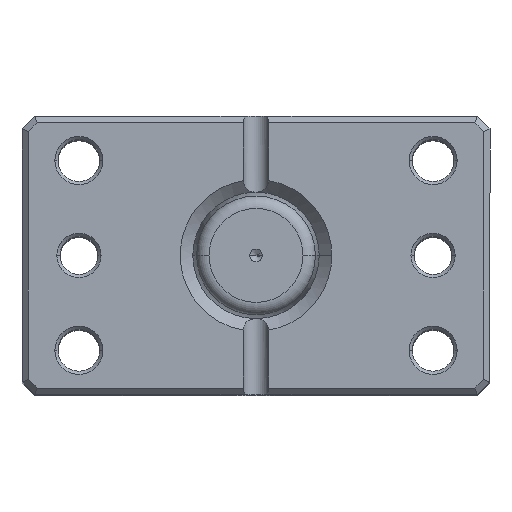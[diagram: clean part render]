
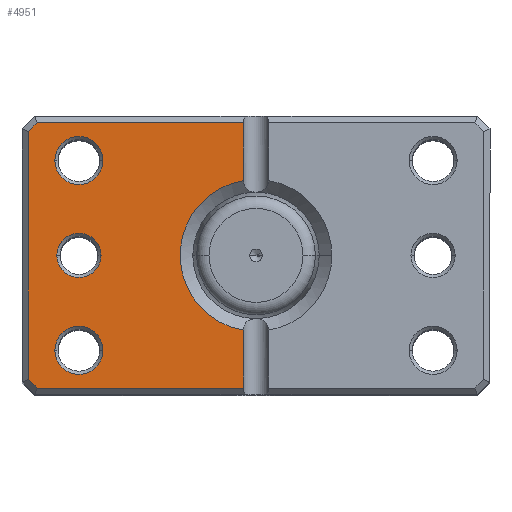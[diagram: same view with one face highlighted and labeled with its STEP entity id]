
A CAD part, top view. The second image highlights one B-rep face of the part: STEP entity #4951.
In plain terms, the highlighted face is planar.
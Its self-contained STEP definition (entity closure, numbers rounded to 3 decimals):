
#55 = EDGE_LOOP ( 'NONE', ( #2648, #121 ) ) ;
#86 = DIRECTION ( 'NONE',  ( 0., 0., 1. ) ) ;
#121 = ORIENTED_EDGE ( 'NONE', *, *, #4227, .T. ) ;
#151 = LINE ( 'NONE', #1646, #5668 ) ;
#298 = FACE_BOUND ( 'NONE', #388, .T. ) ;
#357 = DIRECTION ( 'NONE',  ( 0., 0., 1. ) ) ;
#388 = EDGE_LOOP ( 'NONE', ( #858, #5326 ) ) ;
#433 = CARTESIAN_POINT ( 'NONE',  ( 28., -15., 0. ) ) ;
#817 = AXIS2_PLACEMENT_3D ( 'NONE', #3288, #86, #3836 ) ;
#858 = ORIENTED_EDGE ( 'NONE', *, *, #3272, .T. ) ;
#870 = DIRECTION ( 'NONE',  ( 1., 0., 0. ) ) ;
#902 = EDGE_CURVE ( 'NONE', #5078, #1293, #4230, .T. ) ;
#961 = DIRECTION ( 'NONE',  ( 1., 0., 0. ) ) ;
#1046 = VECTOR ( 'NONE', #1133, 1000. ) ;
#1047 = VERTEX_POINT ( 'NONE', #4224 ) ;
#1059 = VECTOR ( 'NONE', #2772, 1000. ) ;
#1078 = CARTESIAN_POINT ( 'NONE',  ( 2., 11.832, 0. ) ) ;
#1081 = EDGE_CURVE ( 'NONE', #4333, #1047, #3611, .T. ) ;
#1101 = VERTEX_POINT ( 'NONE', #5847 ) ;
#1131 = AXIS2_PLACEMENT_3D ( 'NONE', #1764, #5517, #2313 ) ;
#1133 = DIRECTION ( 'NONE',  ( 0., -1., 0. ) ) ;
#1293 = VERTEX_POINT ( 'NONE', #5501 ) ;
#1327 = CARTESIAN_POINT ( 'NONE',  ( 31.5, 0., 0. ) ) ;
#1358 = CARTESIAN_POINT ( 'NONE',  ( 31.8, -15., 0. ) ) ;
#1395 = AXIS2_PLACEMENT_3D ( 'NONE', #5250, #2041, #5781 ) ;
#1565 = CIRCLE ( 'NONE', #5712, 3.8 ) ;
#1585 = CARTESIAN_POINT ( 'NONE',  ( 27.793, 27.793, 0. ) ) ;
#1646 = CARTESIAN_POINT ( 'NONE',  ( 2., 22., 0. ) ) ;
#1664 = ORIENTED_EDGE ( 'NONE', *, *, #1081, .T. ) ;
#1696 = CARTESIAN_POINT ( 'NONE',  ( 24.2, -15., 0. ) ) ;
#1724 = FACE_OUTER_BOUND ( 'NONE', #1836, .T. ) ;
#1748 = CARTESIAN_POINT ( 'NONE',  ( 2., 21., 0. ) ) ;
#1764 = CARTESIAN_POINT ( 'NONE',  ( 28., 0., 0. ) ) ;
#1836 = EDGE_LOOP ( 'NONE', ( #2957, #4734, #3643, #2567, #5563, #5735, #1981, #1664 ) ) ;
#1852 = CARTESIAN_POINT ( 'NONE',  ( 28., 15., 0. ) ) ;
#1885 = VERTEX_POINT ( 'NONE', #1358 ) ;
#1929 = CARTESIAN_POINT ( 'NONE',  ( 0., -21., 0. ) ) ;
#1981 = ORIENTED_EDGE ( 'NONE', *, *, #6012, .T. ) ;
#2041 = DIRECTION ( 'NONE',  ( 0., 0., 1. ) ) ;
#2296 = VECTOR ( 'NONE', #4266, 1000. ) ;
#2313 = DIRECTION ( 'NONE',  ( 1., 0., 0. ) ) ;
#2397 = AXIS2_PLACEMENT_3D ( 'NONE', #3574, #357, #4112 ) ;
#2405 = DIRECTION ( 'NONE',  ( 1., 0., 0. ) ) ;
#2415 = EDGE_LOOP ( 'NONE', ( #6048, #3548 ) ) ;
#2472 = CARTESIAN_POINT ( 'NONE',  ( 28., 15., 0. ) ) ;
#2482 = LINE ( 'NONE', #6427, #1046 ) ;
#2491 = LINE ( 'NONE', #5115, #5174 ) ;
#2494 = LINE ( 'NONE', #4886, #1059 ) ;
#2567 = ORIENTED_EDGE ( 'NONE', *, *, #2863, .T. ) ;
#2648 = ORIENTED_EDGE ( 'NONE', *, *, #3188, .T. ) ;
#2760 = EDGE_CURVE ( 'NONE', #3244, #3324, #4350, .T. ) ;
#2772 = DIRECTION ( 'NONE',  ( 0., 1., 0. ) ) ;
#2801 = VERTEX_POINT ( 'NONE', #1696 ) ;
#2843 = DIRECTION ( 'NONE',  ( -1., 0., 0. ) ) ;
#2863 = EDGE_CURVE ( 'NONE', #3476, #5078, #2491, .T. ) ;
#2901 = VERTEX_POINT ( 'NONE', #5136 ) ;
#2951 = VECTOR ( 'NONE', #4735, 1000. ) ;
#2957 = ORIENTED_EDGE ( 'NONE', *, *, #6583, .T. ) ;
#2978 = DIRECTION ( 'NONE',  ( 1., 0., 0. ) ) ;
#3001 = DIRECTION ( 'NONE',  ( 1., 0., 0. ) ) ;
#3004 = PLANE ( 'NONE',  #4001 ) ;
#3097 = CARTESIAN_POINT ( 'NONE',  ( 34.586, 21., 0. ) ) ;
#3142 = FACE_BOUND ( 'NONE', #2415, .T. ) ;
#3188 = EDGE_CURVE ( 'NONE', #6220, #6298, #1565, .T. ) ;
#3244 = VERTEX_POINT ( 'NONE', #4113 ) ;
#3272 = EDGE_CURVE ( 'NONE', #2801, #1885, #6387, .T. ) ;
#3288 = CARTESIAN_POINT ( 'NONE',  ( 0., 0., 0. ) ) ;
#3324 = VERTEX_POINT ( 'NONE', #1078 ) ;
#3476 = VERTEX_POINT ( 'NONE', #1748 ) ;
#3493 = EDGE_CURVE ( 'NONE', #4255, #1101, #5243, .T. ) ;
#3548 = ORIENTED_EDGE ( 'NONE', *, *, #3493, .T. ) ;
#3572 = CARTESIAN_POINT ( 'NONE',  ( 34.586, -21., 0. ) ) ;
#3574 = CARTESIAN_POINT ( 'NONE',  ( 28., -15., 0. ) ) ;
#3611 = LINE ( 'NONE', #1929, #5042 ) ;
#3643 = ORIENTED_EDGE ( 'NONE', *, *, #6685, .T. ) ;
#3785 = AXIS2_PLACEMENT_3D ( 'NONE', #433, #4185, #961 ) ;
#3836 = DIRECTION ( 'NONE',  ( 1., 0., 0. ) ) ;
#3886 = LINE ( 'NONE', #4788, #2296 ) ;
#3894 = CARTESIAN_POINT ( 'NONE',  ( 24.2, 15., 0. ) ) ;
#4001 = AXIS2_PLACEMENT_3D ( 'NONE', #5140, #4089, #870 ) ;
#4005 = EDGE_CURVE ( 'NONE', #1293, #2901, #2482, .T. ) ;
#4074 = CIRCLE ( 'NONE', #1395, 3.5 ) ;
#4089 = DIRECTION ( 'NONE',  ( 0., 0., 1. ) ) ;
#4112 = DIRECTION ( 'NONE',  ( 1., 0., 0. ) ) ;
#4113 = CARTESIAN_POINT ( 'NONE',  ( 2., -11.832, 0. ) ) ;
#4185 = DIRECTION ( 'NONE',  ( 0., 0., 1. ) ) ;
#4224 = CARTESIAN_POINT ( 'NONE',  ( 2., -21., 0. ) ) ;
#4227 = EDGE_CURVE ( 'NONE', #6298, #6220, #4323, .T. ) ;
#4230 = LINE ( 'NONE', #1585, #2951 ) ;
#4255 = VERTEX_POINT ( 'NONE', #1327 ) ;
#4266 = DIRECTION ( 'NONE',  ( -0.707, -0.707, 0. ) ) ;
#4323 = CIRCLE ( 'NONE', #4893, 3.8 ) ;
#4333 = VERTEX_POINT ( 'NONE', #3572 ) ;
#4350 = CIRCLE ( 'NONE', #817, 12. ) ;
#4576 = EDGE_CURVE ( 'NONE', #1101, #4255, #4074, .T. ) ;
#4724 = CIRCLE ( 'NONE', #2397, 3.8 ) ;
#4734 = ORIENTED_EDGE ( 'NONE', *, *, #2760, .T. ) ;
#4735 = DIRECTION ( 'NONE',  ( 0.707, -0.707, 0. ) ) ;
#4743 = FACE_BOUND ( 'NONE', #55, .T. ) ;
#4788 = CARTESIAN_POINT ( 'NONE',  ( 27.793, -27.793, 0. ) ) ;
#4886 = CARTESIAN_POINT ( 'NONE',  ( 2., 22., 0. ) ) ;
#4893 = AXIS2_PLACEMENT_3D ( 'NONE', #1852, #5600, #2405 ) ;
#4951 = ADVANCED_FACE ( 'NONE', ( #3142, #298, #4743, #1724 ), #3004, .F. ) ;
#5042 = VECTOR ( 'NONE', #2843, 1000. ) ;
#5078 = VERTEX_POINT ( 'NONE', #3097 ) ;
#5115 = CARTESIAN_POINT ( 'NONE',  ( 0., 21., 0. ) ) ;
#5136 = CARTESIAN_POINT ( 'NONE',  ( 36., -19.586, 0. ) ) ;
#5140 = CARTESIAN_POINT ( 'NONE',  ( 0., 0., 0. ) ) ;
#5174 = VECTOR ( 'NONE', #2978, 1000. ) ;
#5243 = CIRCLE ( 'NONE', #1131, 3.5 ) ;
#5250 = CARTESIAN_POINT ( 'NONE',  ( 28., 0., 0. ) ) ;
#5326 = ORIENTED_EDGE ( 'NONE', *, *, #5863, .T. ) ;
#5384 = DIRECTION ( 'NONE',  ( 0., 1., 0. ) ) ;
#5501 = CARTESIAN_POINT ( 'NONE',  ( 36., 19.586, 0. ) ) ;
#5517 = DIRECTION ( 'NONE',  ( 0., 0., 1. ) ) ;
#5547 = CARTESIAN_POINT ( 'NONE',  ( 31.8, 15., 0. ) ) ;
#5563 = ORIENTED_EDGE ( 'NONE', *, *, #902, .T. ) ;
#5600 = DIRECTION ( 'NONE',  ( 0., 0., 1. ) ) ;
#5668 = VECTOR ( 'NONE', #5384, 1000. ) ;
#5712 = AXIS2_PLACEMENT_3D ( 'NONE', #2472, #6194, #3001 ) ;
#5735 = ORIENTED_EDGE ( 'NONE', *, *, #4005, .T. ) ;
#5781 = DIRECTION ( 'NONE',  ( 1., 0., 0. ) ) ;
#5847 = CARTESIAN_POINT ( 'NONE',  ( 24.5, 0., 0. ) ) ;
#5863 = EDGE_CURVE ( 'NONE', #1885, #2801, #4724, .T. ) ;
#6012 = EDGE_CURVE ( 'NONE', #2901, #4333, #3886, .T. ) ;
#6048 = ORIENTED_EDGE ( 'NONE', *, *, #4576, .T. ) ;
#6194 = DIRECTION ( 'NONE',  ( 0., 0., 1. ) ) ;
#6220 = VERTEX_POINT ( 'NONE', #3894 ) ;
#6298 = VERTEX_POINT ( 'NONE', #5547 ) ;
#6387 = CIRCLE ( 'NONE', #3785, 3.8 ) ;
#6427 = CARTESIAN_POINT ( 'NONE',  ( 36., 0., 0. ) ) ;
#6583 = EDGE_CURVE ( 'NONE', #1047, #3244, #151, .T. ) ;
#6685 = EDGE_CURVE ( 'NONE', #3324, #3476, #2494, .T. ) ;
